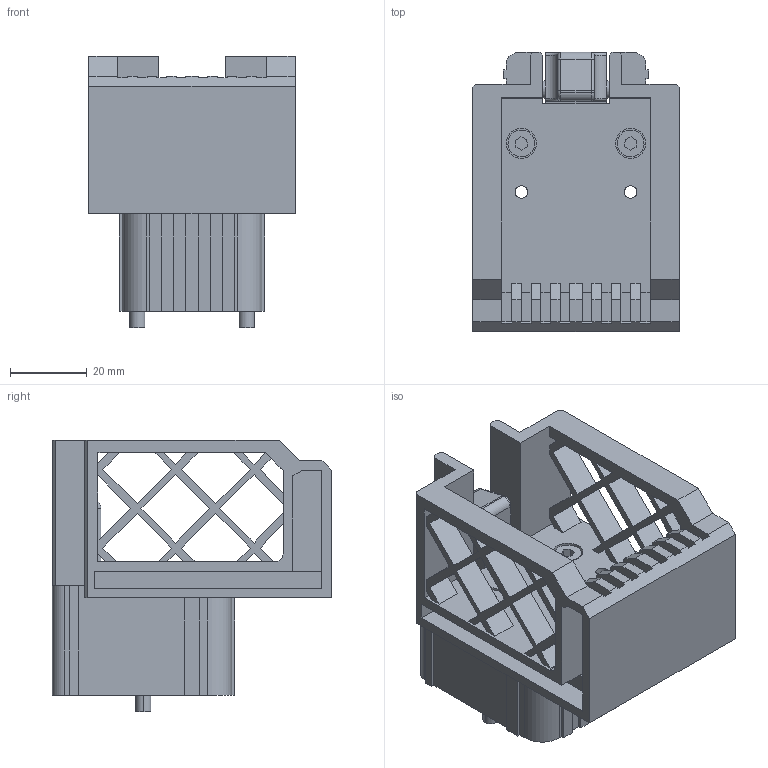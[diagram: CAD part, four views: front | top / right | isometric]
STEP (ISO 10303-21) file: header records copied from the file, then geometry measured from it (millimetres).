
FILE_DESCRIPTION (( 'STEP AP203' ), '1' );
FILE_NAME ('CVMM-BRACKET.step', '2020-10-12T14:13:24', ( 'Microsoft Corporation' ), ( 'MS' ), 'SwSTEP 2.0', 'SolidWorks 2018', '' );
FILE_SCHEMA (( 'CONFIG_CONTROL_DESIGN' ));
Length unit declared in the file: millimetre
Products named in the file (3): SHCSM4-.7L35_SHCSM4-.7L25; CVMM-BRACKET
Assembly tree (3 placements, depth 2):
  CVMM-BRACKET
    CVMM-BRACKET
    SHCSM4-.7L35_SHCSM4-.7L25  x2
Bounding box: 53.98 x 73.03 x 71.07 mm (x, y, z)
Volume: 61249.4 mm3; surface area: 46079.1 mm2
Topology: 4 solids, 4 shells, 367 faces, 1170 edges, 775 vertices
Faces by surface type: plane 291, cylinder 67, torus 9
Entity records: 12911 total; most frequent: ORIENTED_EDGE 2280, CARTESIAN_POINT 2254, DIRECTION 2004, EDGE_CURVE 1140, VECTOR 994, LINE 994, VERTEX_POINT 755, AXIS2_PLACEMENT_3D 505
